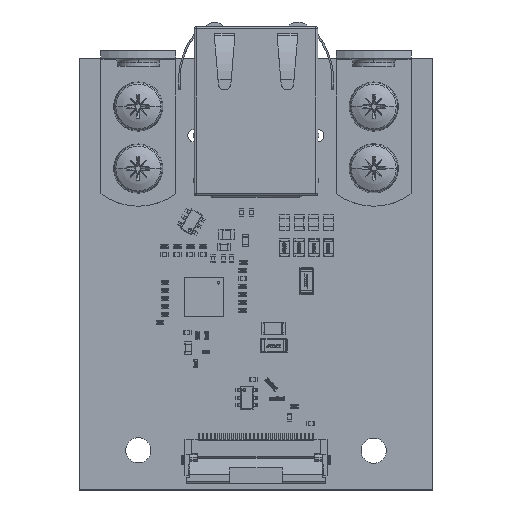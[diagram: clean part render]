
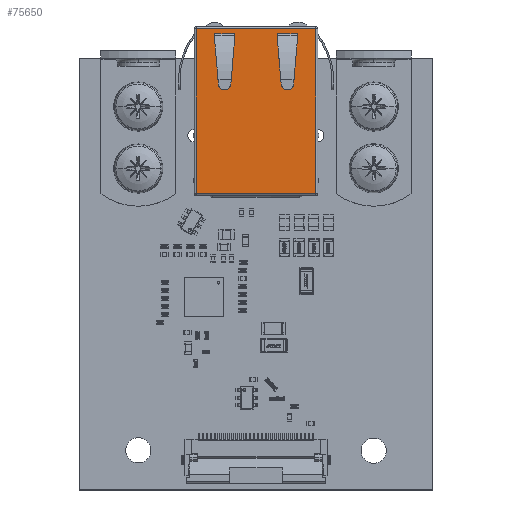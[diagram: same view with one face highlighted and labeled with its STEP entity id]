
A CAD part, top view. The second image highlights one B-rep face of the part: STEP entity #75650.
In plain terms, the highlighted face is planar.
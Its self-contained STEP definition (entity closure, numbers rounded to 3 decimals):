
#68931 = VERTEX_POINT('',#68932);
#68932 = CARTESIAN_POINT('',(7.625,6.7,-0.25));
#68954 = EDGE_CURVE('',#68931,#68955,#68957,.T.);
#68955 = VERTEX_POINT('',#68956);
#68956 = CARTESIAN_POINT('',(-7.625,6.7,-0.25));
#68957 = LINE('',#68958,#68959);
#68958 = CARTESIAN_POINT('',(7.625,6.7,-0.25));
#68959 = VECTOR('',#68960,1.);
#68960 = DIRECTION('',(-1.,0.,0.));
#75588 = VERTEX_POINT('',#75589);
#75589 = CARTESIAN_POINT('',(-7.625,6.7,-21.25));
#75596 = EDGE_CURVE('',#75588,#75597,#75599,.T.);
#75597 = VERTEX_POINT('',#75598);
#75598 = CARTESIAN_POINT('',(7.625,6.7,-21.25));
#75599 = LINE('',#75600,#75601);
#75600 = CARTESIAN_POINT('',(-7.625,6.7,-21.25));
#75601 = VECTOR('',#75602,1.);
#75602 = DIRECTION('',(1.,0.,0.));
#75638 = EDGE_CURVE('',#75597,#68931,#75639,.T.);
#75639 = LINE('',#75640,#75641);
#75640 = CARTESIAN_POINT('',(7.625,6.7,-21.25));
#75641 = VECTOR('',#75642,1.);
#75642 = DIRECTION('',(0.,0.,1.));
#75650 = ADVANCED_FACE('',(#75651,#75662,#75696),#75730,.T.);
#75651 = FACE_BOUND('',#75652,.F.);
#75652 = EDGE_LOOP('',(#75653,#75654,#75655,#75661));
#75653 = ORIENTED_EDGE('',*,*,#75638,.T.);
#75654 = ORIENTED_EDGE('',*,*,#68954,.T.);
#75655 = ORIENTED_EDGE('',*,*,#75656,.F.);
#75656 = EDGE_CURVE('',#75588,#68955,#75657,.T.);
#75657 = LINE('',#75658,#75659);
#75658 = CARTESIAN_POINT('',(-7.625,6.7,-21.25));
#75659 = VECTOR('',#75660,1.);
#75660 = DIRECTION('',(0.,0.,1.));
#75661 = ORIENTED_EDGE('',*,*,#75596,.T.);
#75662 = FACE_BOUND('',#75663,.F.);
#75663 = EDGE_LOOP('',(#75664,#75674,#75682,#75690));
#75664 = ORIENTED_EDGE('',*,*,#75665,.F.);
#75665 = EDGE_CURVE('',#75666,#75668,#75670,.T.);
#75666 = VERTEX_POINT('',#75667);
#75667 = CARTESIAN_POINT('',(-2.75,6.7,-0.876));
#75668 = VERTEX_POINT('',#75669);
#75669 = CARTESIAN_POINT('',(-5.25,6.7,-0.876));
#75670 = LINE('',#75671,#75672);
#75671 = CARTESIAN_POINT('',(-2.75,6.7,-0.876));
#75672 = VECTOR('',#75673,1.);
#75673 = DIRECTION('',(-1.,0.,0.));
#75674 = ORIENTED_EDGE('',*,*,#75675,.F.);
#75675 = EDGE_CURVE('',#75676,#75666,#75678,.T.);
#75676 = VERTEX_POINT('',#75677);
#75677 = CARTESIAN_POINT('',(-2.75,6.7,-1.307));
#75678 = LINE('',#75679,#75680);
#75679 = CARTESIAN_POINT('',(-2.75,6.7,-1.307));
#75680 = VECTOR('',#75681,1.);
#75681 = DIRECTION('',(0.,0.,1.));
#75682 = ORIENTED_EDGE('',*,*,#75683,.T.);
#75683 = EDGE_CURVE('',#75676,#75684,#75686,.T.);
#75684 = VERTEX_POINT('',#75685);
#75685 = CARTESIAN_POINT('',(-5.25,6.7,-1.307));
#75686 = LINE('',#75687,#75688);
#75687 = CARTESIAN_POINT('',(-2.75,6.7,-1.307));
#75688 = VECTOR('',#75689,1.);
#75689 = DIRECTION('',(-1.,0.,0.));
#75690 = ORIENTED_EDGE('',*,*,#75691,.F.);
#75691 = EDGE_CURVE('',#75668,#75684,#75692,.T.);
#75692 = LINE('',#75693,#75694);
#75693 = CARTESIAN_POINT('',(-5.25,6.7,-0.876));
#75694 = VECTOR('',#75695,1.);
#75695 = DIRECTION('',(0.,0.,-1.));
#75696 = FACE_BOUND('',#75697,.F.);
#75697 = EDGE_LOOP('',(#75698,#75708,#75716,#75724));
#75698 = ORIENTED_EDGE('',*,*,#75699,.F.);
#75699 = EDGE_CURVE('',#75700,#75702,#75704,.T.);
#75700 = VERTEX_POINT('',#75701);
#75701 = CARTESIAN_POINT('',(5.25,6.7,-0.876));
#75702 = VERTEX_POINT('',#75703);
#75703 = CARTESIAN_POINT('',(2.75,6.7,-0.876));
#75704 = LINE('',#75705,#75706);
#75705 = CARTESIAN_POINT('',(5.25,6.7,-0.876));
#75706 = VECTOR('',#75707,1.);
#75707 = DIRECTION('',(-1.,0.,0.));
#75708 = ORIENTED_EDGE('',*,*,#75709,.F.);
#75709 = EDGE_CURVE('',#75710,#75700,#75712,.T.);
#75710 = VERTEX_POINT('',#75711);
#75711 = CARTESIAN_POINT('',(5.25,6.7,-1.307));
#75712 = LINE('',#75713,#75714);
#75713 = CARTESIAN_POINT('',(5.25,6.7,-1.307));
#75714 = VECTOR('',#75715,1.);
#75715 = DIRECTION('',(0.,0.,1.));
#75716 = ORIENTED_EDGE('',*,*,#75717,.T.);
#75717 = EDGE_CURVE('',#75710,#75718,#75720,.T.);
#75718 = VERTEX_POINT('',#75719);
#75719 = CARTESIAN_POINT('',(2.75,6.7,-1.307));
#75720 = LINE('',#75721,#75722);
#75721 = CARTESIAN_POINT('',(5.25,6.7,-1.307));
#75722 = VECTOR('',#75723,1.);
#75723 = DIRECTION('',(-1.,0.,0.));
#75724 = ORIENTED_EDGE('',*,*,#75725,.F.);
#75725 = EDGE_CURVE('',#75702,#75718,#75726,.T.);
#75726 = LINE('',#75727,#75728);
#75727 = CARTESIAN_POINT('',(2.75,6.7,-0.876));
#75728 = VECTOR('',#75729,1.);
#75729 = DIRECTION('',(0.,0.,-1.));
#75730 = PLANE('',#75731);
#75731 = AXIS2_PLACEMENT_3D('',#75732,#75733,#75734);
#75732 = CARTESIAN_POINT('',(-7.875,6.7,0.));
#75733 = DIRECTION('',(0.,1.,0.));
#75734 = DIRECTION('',(0.,0.,-1.));
